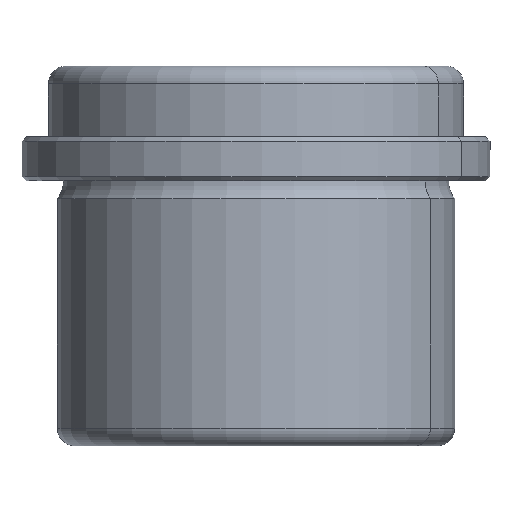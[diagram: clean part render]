
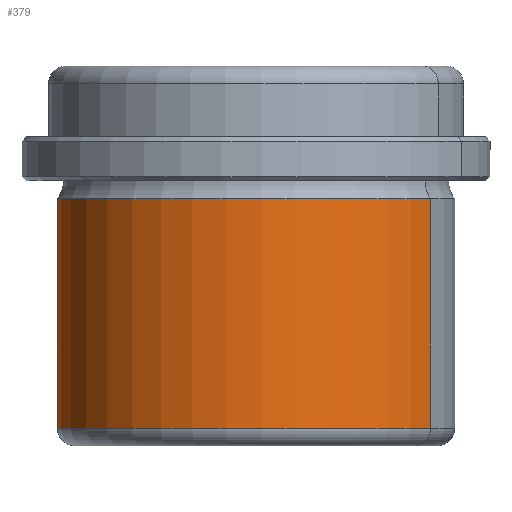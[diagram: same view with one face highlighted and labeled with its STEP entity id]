
A CAD part, front view. The second image highlights one B-rep face of the part: STEP entity #379.
In plain terms, the highlighted cylindrical face has radius 22.5 mm (diameter 45 mm), a partial arc.
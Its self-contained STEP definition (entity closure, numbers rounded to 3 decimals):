
#310=CARTESIAN_POINT('Vertex',(19.746,-10.787,-28.)) ;
#313=CARTESIAN_POINT('Axis2P3D Location',(0.,0.,-28.)) ;
#317=CARTESIAN_POINT('Vertex',(-19.746,10.787,-28.)) ;
#349=CARTESIAN_POINT('Axis2P3D Location',(0.,0.,-8.5)) ;
#354=CARTESIAN_POINT('Line Origine',(19.746,-10.787,-16.)) ;
#358=CARTESIAN_POINT('Vertex',(19.746,-10.787,-2.)) ;
#361=CARTESIAN_POINT('Axis2P3D Location',(0.,0.,-2.)) ;
#365=CARTESIAN_POINT('Vertex',(-19.746,10.787,-2.)) ;
#368=CARTESIAN_POINT('Line Origine',(-19.746,10.787,-16.)) ;
#314=DIRECTION('Axis2P3D Direction',(0.,0.,-1.)) ;
#350=DIRECTION('Axis2P3D Direction',(0.,0.,-1.)) ;
#351=DIRECTION('Axis2P3D XDirection',(-0.878,0.479,-0.)) ;
#355=DIRECTION('Vector Direction',(0.,0.,-1.)) ;
#362=DIRECTION('Axis2P3D Direction',(0.,0.,-1.)) ;
#369=DIRECTION('Vector Direction',(0.,0.,-1.)) ;
#315=AXIS2_PLACEMENT_3D('Circle Axis2P3D',#313,#314,$) ;
#352=AXIS2_PLACEMENT_3D('Cylinder Axis2P3D',#349,#350,#351) ;
#363=AXIS2_PLACEMENT_3D('Circle Axis2P3D',#361,#362,$) ;
#374=ORIENTED_EDGE('',*,*,#360,.T.) ;
#375=ORIENTED_EDGE('',*,*,#367,.T.) ;
#376=ORIENTED_EDGE('',*,*,#372,.F.) ;
#377=ORIENTED_EDGE('',*,*,#319,.F.) ;
#356=VECTOR('Line Direction',#355,1.) ;
#370=VECTOR('Line Direction',#369,1.) ;
#379=ADVANCED_FACE('PartBody',(#378),#353,.T.) ;
#316=CIRCLE('generated circle',#315,22.5) ;
#364=CIRCLE('generated circle',#363,22.5) ;
#353=CYLINDRICAL_SURFACE('generated cylinder',#352,22.5) ;
#319=EDGE_CURVE('',#311,#318,#316,.T.) ;
#360=EDGE_CURVE('',#311,#359,#357,.F.) ;
#367=EDGE_CURVE('',#359,#366,#364,.T.) ;
#372=EDGE_CURVE('',#318,#366,#371,.F.) ;
#373=EDGE_LOOP('',(#374,#375,#376,#377)) ;
#378=FACE_OUTER_BOUND('',#373,.T.) ;
#357=LINE('Line',#354,#356) ;
#371=LINE('Line',#368,#370) ;
#311=VERTEX_POINT('',#310) ;
#318=VERTEX_POINT('',#317) ;
#359=VERTEX_POINT('',#358) ;
#366=VERTEX_POINT('',#365) ;
